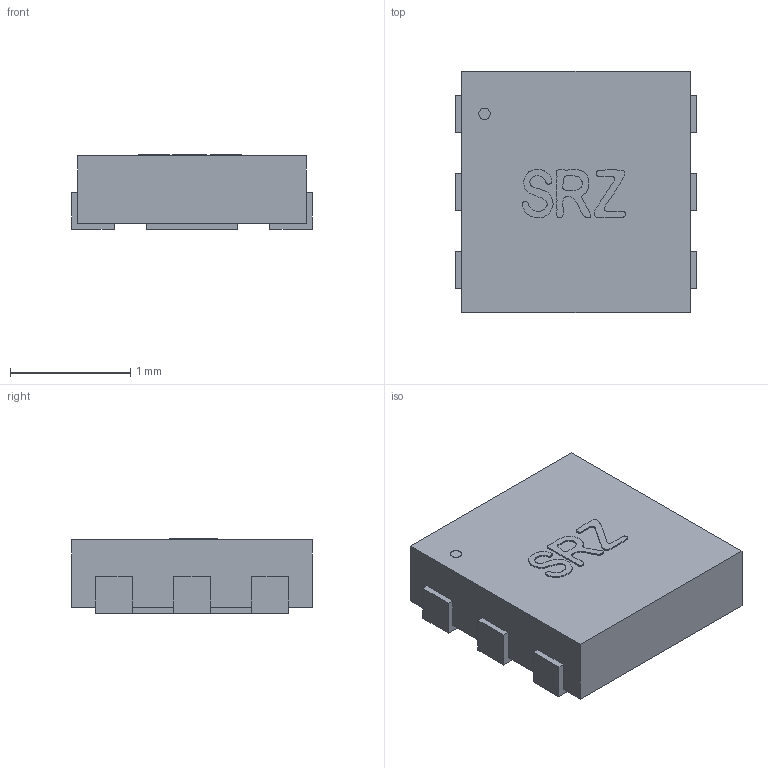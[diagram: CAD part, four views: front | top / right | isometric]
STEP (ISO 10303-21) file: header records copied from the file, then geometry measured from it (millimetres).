
FILE_DESCRIPTION (( 'STEP AP214' ), '1' );
FILE_NAME ('TDFN-6_MCH.step', '2021-02-22T02:26:39', ( '' ), ( '' ), 'SwSTEP 2.0', 'SolidWorks 2020', '' );
FILE_SCHEMA (( 'AUTOMOTIVE_DESIGN' ));
Length unit declared in the file: millimetre
Products named in the file (1): TDFN-6_MCH
Bounding box: 2.01 x 2.01 x 0.62 mm (x, y, z)
Volume: 2.2 mm3; surface area: 17.3 mm2
Topology: 9 solids, 9 shells, 194 faces, 516 edges, 344 vertices
Faces by surface type: plane 98, bspline 94, cylinder 2
Entity records: 8642 total; most frequent: CARTESIAN_POINT 4224, ORIENTED_EDGE 1032, DIRECTION 534, EDGE_CURVE 516, VERTEX_POINT 344, LINE 324, VECTOR 324, EDGE_LOOP 198
